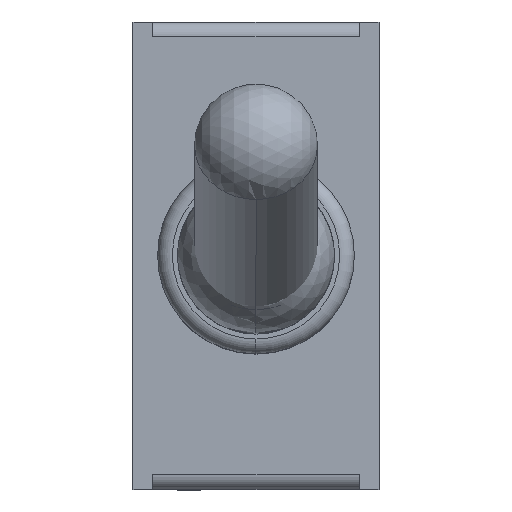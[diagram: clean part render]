
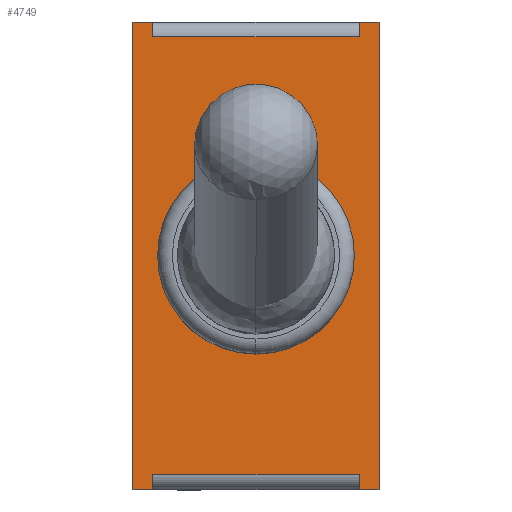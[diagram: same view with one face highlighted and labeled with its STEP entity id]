
A CAD part, top view. The second image highlights one B-rep face of the part: STEP entity #4749.
In plain terms, the highlighted free-form (B-spline) face has degree [1, 1] with [2, 2] control points.
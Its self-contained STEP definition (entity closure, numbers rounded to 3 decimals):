
#4469=CARTESIAN_POINT('',(-2.1,4.45,8.));
#4470=VERTEX_POINT('',#4469);
#4487=CARTESIAN_POINT('',(-2.1,4.75,8.));
#4488=VERTEX_POINT('',#4487);
#4495=CARTESIAN_POINT('',(-2.1,4.45,8.0));
#4496=DIRECTION('',(0.0,1.0,0.0));
#4497=VECTOR('',#4496,0.3);
#4498=LINE('',#4495,#4497);
#4499=EDGE_CURVE('',#4470,#4488,#4498,.T.);
#4509=CARTESIAN_POINT('',(2.1,4.45,8.));
#4510=VERTEX_POINT('',#4509);
#4526=CARTESIAN_POINT('',(2.1,4.45,8.0));
#4527=DIRECTION('',(-1.0,0.0,0.0));
#4528=VECTOR('',#4527,4.2);
#4529=LINE('',#4526,#4528);
#4530=EDGE_CURVE('',#4510,#4470,#4529,.T.);
#4542=CARTESIAN_POINT('',(2.1,4.75,8.));
#4543=VERTEX_POINT('',#4542);
#4557=CARTESIAN_POINT('',(2.1,4.75,8.0));
#4558=DIRECTION('',(0.0,-1.0,0.0));
#4559=VECTOR('',#4558,0.3);
#4560=LINE('',#4557,#4559);
#4561=EDGE_CURVE('',#4543,#4510,#4560,.T.);
#4573=CARTESIAN_POINT('',(-2.1,-4.75,8.0));
#4574=VERTEX_POINT('',#4573);
#4589=CARTESIAN_POINT('',(-2.1,-4.45,8.0));
#4590=VERTEX_POINT('',#4589);
#4597=CARTESIAN_POINT('',(-2.1,-4.75,8.0));
#4598=DIRECTION('',(0.0,1.0,0.0));
#4599=VECTOR('',#4598,0.3);
#4600=LINE('',#4597,#4599);
#4601=EDGE_CURVE('',#4574,#4590,#4600,.T.);
#4611=CARTESIAN_POINT('',(2.1,-4.45,8.0));
#4612=VERTEX_POINT('',#4611);
#4629=CARTESIAN_POINT('',(2.1,-4.75,8.0));
#4630=VERTEX_POINT('',#4629);
#4637=CARTESIAN_POINT('',(2.1,-4.45,8.0));
#4638=DIRECTION('',(0.0,-1.0,0.0));
#4639=VECTOR('',#4638,0.3);
#4640=LINE('',#4637,#4639);
#4641=EDGE_CURVE('',#4612,#4630,#4640,.T.);
#4659=CARTESIAN_POINT('',(-2.1,-4.45,8.0));
#4660=DIRECTION('',(1.0,0.0,0.0));
#4661=VECTOR('',#4660,4.2);
#4662=LINE('',#4659,#4661);
#4663=EDGE_CURVE('',#4590,#4612,#4662,.T.);
#4682=CARTESIAN_POINT('',(-2.5,4.75,8.0));
#4683=VERTEX_POINT('',#4682);
#4690=CARTESIAN_POINT('',(-2.5,4.75,8.0));
#4691=DIRECTION('',(1.0,0.0,0.0));
#4692=VECTOR('',#4691,0.4);
#4693=LINE('',#4690,#4692);
#4694=EDGE_CURVE('',#4683,#4488,#4693,.T.);
#4699=CARTESIAN_POINT('',(2.5,-4.75,8.0));
#4700=CARTESIAN_POINT('',(2.5,4.75,8.0));
#4701=CARTESIAN_POINT('',(-2.5,-4.75,8.0));
#4702=CARTESIAN_POINT('',(-2.5,4.75,8.0));
#4703=B_SPLINE_SURFACE_WITH_KNOTS('',1,1,((#4699,#4701),(#4700,#4702)),.UNSPECIFIED.,.F.,.F.,.U.,(2,2),(2,2),(0.0,9.5),(0.0,5.),.UNSPECIFIED.);
#4704=ORIENTED_EDGE('',*,*,#4561,.T.);
#4705=ORIENTED_EDGE('',*,*,#4530,.T.);
#4706=ORIENTED_EDGE('',*,*,#4499,.T.);
#4707=ORIENTED_EDGE('',*,*,#4694,.F.);
#4708=CARTESIAN_POINT('',(-2.5,-4.75,8.0));
#4709=VERTEX_POINT('',#4708);
#4710=CARTESIAN_POINT('',(-2.5,-4.75,8.0));
#4711=DIRECTION('',(0.0,1.0,0.0));
#4712=VECTOR('',#4711,9.5);
#4713=LINE('',#4710,#4712);
#4714=EDGE_CURVE('',#4709,#4683,#4713,.T.);
#4715=ORIENTED_EDGE('',*,*,#4714,.F.);
#4716=CARTESIAN_POINT('',(-2.1,-4.75,8.0));
#4717=DIRECTION('',(-1.0,0.0,0.0));
#4718=VECTOR('',#4717,0.4);
#4719=LINE('',#4716,#4718);
#4720=EDGE_CURVE('',#4574,#4709,#4719,.T.);
#4721=ORIENTED_EDGE('',*,*,#4720,.F.);
#4722=ORIENTED_EDGE('',*,*,#4601,.T.);
#4723=ORIENTED_EDGE('',*,*,#4663,.T.);
#4724=ORIENTED_EDGE('',*,*,#4641,.T.);
#4725=CARTESIAN_POINT('',(2.5,-4.75,8.0));
#4726=VERTEX_POINT('',#4725);
#4727=CARTESIAN_POINT('',(2.5,-4.75,8.0));
#4728=DIRECTION('',(-1.0,0.0,0.0));
#4729=VECTOR('',#4728,0.4);
#4730=LINE('',#4727,#4729);
#4731=EDGE_CURVE('',#4726,#4630,#4730,.T.);
#4732=ORIENTED_EDGE('',*,*,#4731,.F.);
#4733=CARTESIAN_POINT('',(2.5,4.75,8.0));
#4734=VERTEX_POINT('',#4733);
#4735=CARTESIAN_POINT('',(2.5,4.75,8.0));
#4736=DIRECTION('',(0.0,-1.0,0.0));
#4737=VECTOR('',#4736,9.5);
#4738=LINE('',#4735,#4737);
#4739=EDGE_CURVE('',#4734,#4726,#4738,.T.);
#4740=ORIENTED_EDGE('',*,*,#4739,.F.);
#4741=CARTESIAN_POINT('',(2.1,4.75,8.0));
#4742=DIRECTION('',(1.0,0.0,0.0));
#4743=VECTOR('',#4742,0.4);
#4744=LINE('',#4741,#4743);
#4745=EDGE_CURVE('',#4543,#4734,#4744,.T.);
#4746=ORIENTED_EDGE('',*,*,#4745,.F.);
#4747=EDGE_LOOP('',(#4704,#4705,#4706,#4707,#4715,#4721,#4722,#4723,#4724,#4732,#4740,#4746));
#4748=FACE_OUTER_BOUND('',#4747,.T.);
#4749=ADVANCED_FACE('',(#4748),#4703,.T.);
